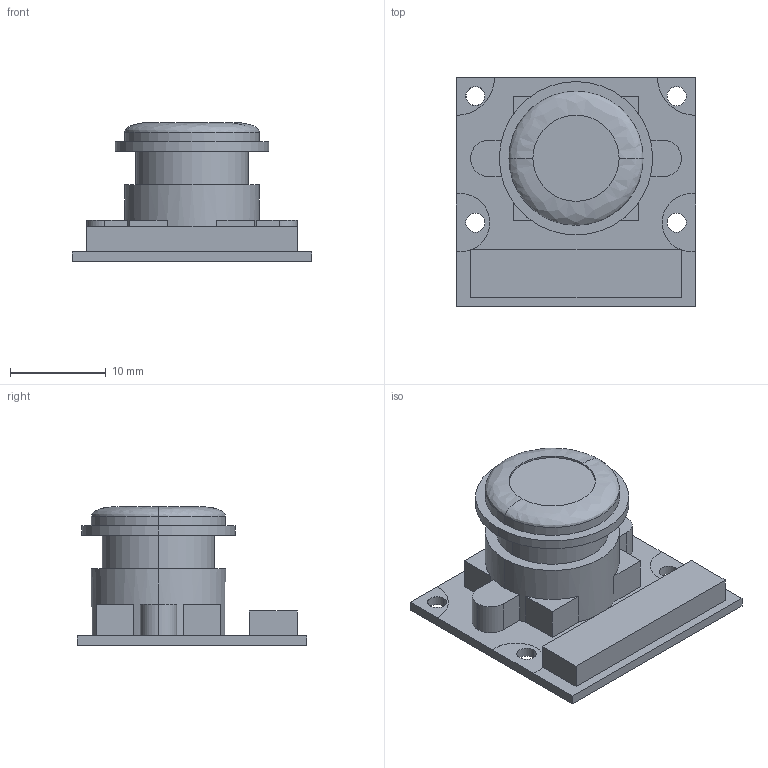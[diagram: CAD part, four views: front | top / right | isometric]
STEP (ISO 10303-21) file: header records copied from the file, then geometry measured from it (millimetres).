
FILE_DESCRIPTION (( 'STEP AP214' ), '1' );
FILE_NAME ('OV5647.STEP', '2025-12-02T23:43:14', ( '' ), ( '' ), 'SwSTEP 2.0', 'SolidWorks 2023', '' );
FILE_SCHEMA (( 'AUTOMOTIVE_DESIGN' ));
Length unit declared in the file: millimetre
Products named in the file (1): OV5647
Bounding box: 25 x 24 x 14.5 mm (x, y, z)
Volume: 2967.3 mm3; surface area: 2252.5 mm2
Topology: 1 solids, 1 shells, 71 faces, 188 edges, 124 vertices
Faces by surface type: plane 39, cylinder 30, bspline 2
Entity records: 2283 total; most frequent: CARTESIAN_POINT 420, DIRECTION 398, ORIENTED_EDGE 376, EDGE_CURVE 188, AXIS2_PLACEMENT_3D 142, VERTEX_POINT 124, LINE 114, VECTOR 114
